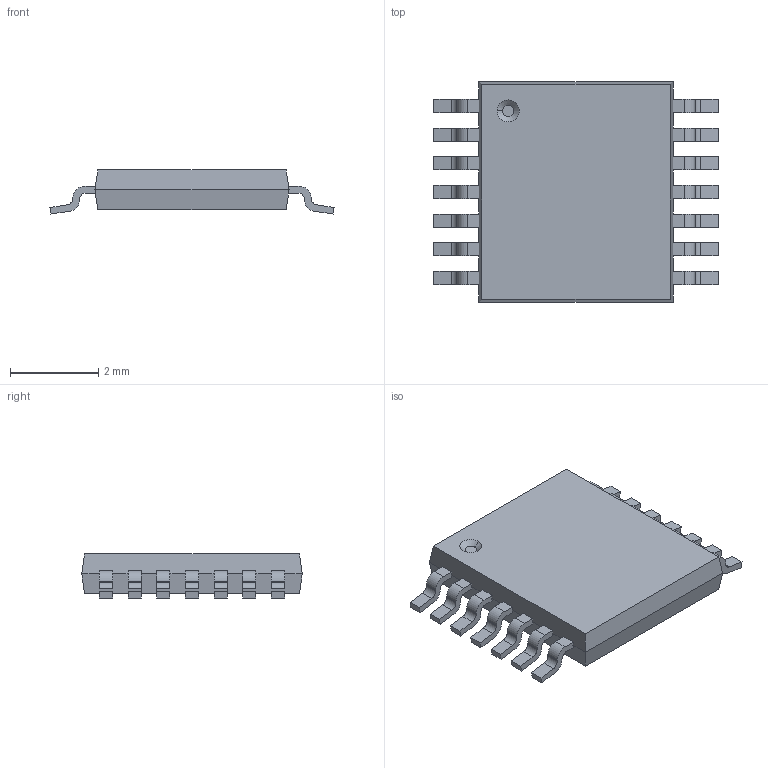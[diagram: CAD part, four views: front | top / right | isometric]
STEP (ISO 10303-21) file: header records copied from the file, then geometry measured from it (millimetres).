
FILE_DESCRIPTION (( 'STEP AP214' ), '1' );
FILE_NAME ('TSSOP-14.STEP', '2009-08-11T12:41:04', ( 'kiwnliu' ), ( 'DS' ), 'SwSTEP 2.0', 'SolidWorks 2009', '' );
FILE_SCHEMA (( 'AUTOMOTIVE_DESIGN' ));
Length unit declared in the file: millimetre
Products named in the file (1): TSSOP-14
Bounding box: 6.45 x 5 x 1 mm (x, y, z)
Volume: 20.1 mm3; surface area: 74.7 mm2
Topology: 1 solids, 1 shells, 195 faces, 572 edges, 380 vertices
Faces by surface type: plane 137, cylinder 56, cone 2
Entity records: 8618 total; most frequent: CARTESIAN_POINT 1148, ORIENTED_EDGE 1144, DIRECTION 1080, EDGE_CURVE 572, LINE 456, VECTOR 456, VERTEX_POINT 380, AXIS2_PLACEMENT_3D 312
